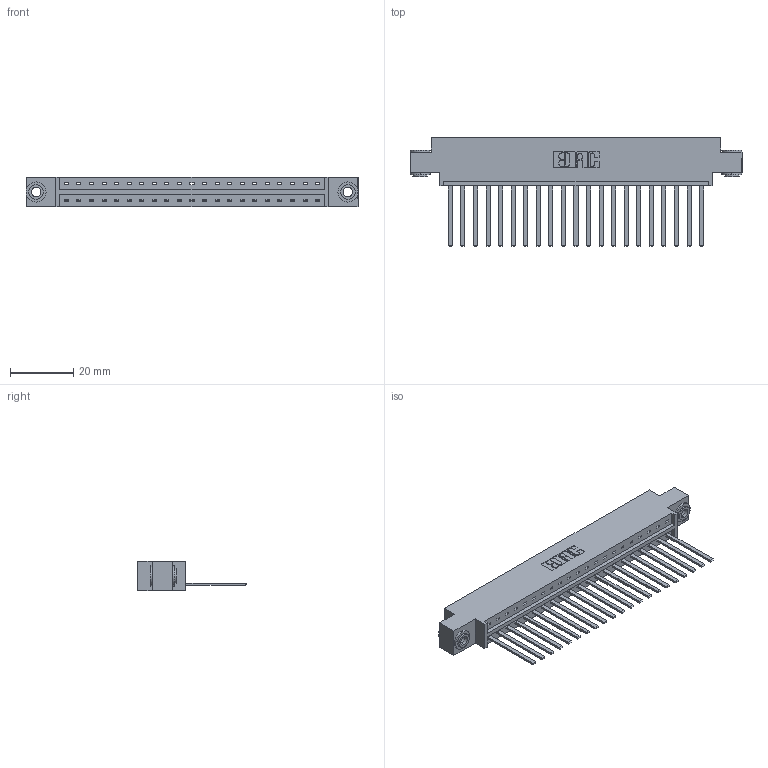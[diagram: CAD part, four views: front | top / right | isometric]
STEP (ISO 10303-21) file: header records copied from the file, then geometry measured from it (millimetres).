
FILE_DESCRIPTION (( 'STEP AP203' ), '1' );
FILE_NAME ('833-021-544-603.STEP', '2020-06-01T15:23:06', ( '' ), ( '' ), 'SwSTEP 2.0', 'SolidWorks 2020', '' );
FILE_SCHEMA (( 'CONFIG_CONTROL_DESIGN' ));
Length unit declared in the file: inch
Products named in the file (4): 833 Part_Offset - .156 Dia - TH; 833-021-544-603; 345-250-002_345-250-002-102; 345-292-001_345-293-144
Assembly tree (24 placements, depth 2):
  833-021-544-603
    833 Part_Offset - .156 Dia - TH
    345-292-001_345-293-144  x21
    345-250-002_345-250-002-102  x2
Bounding box: 104.75 x 34.3 x 9.4 mm (x, y, z)
Volume: 10395 mm3; surface area: 12326.1 mm2
Topology: 24 solids, 24 shells, 1248 faces, 3717 edges, 2446 vertices
Faces by surface type: plane 882, cylinder 358, cone 8
Entity records: 16152 total; most frequent: CARTESIAN_POINT 2768, ORIENTED_EDGE 2718, DIRECTION 2407, EDGE_CURVE 1359, VECTOR 1211, LINE 1211, VERTEX_POINT 902, AXIS2_PLACEMENT_3D 598
